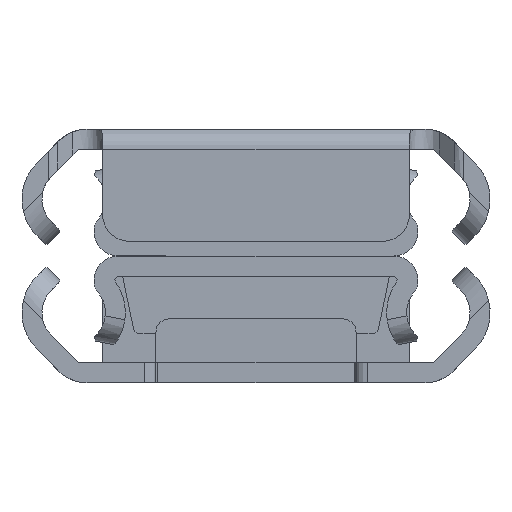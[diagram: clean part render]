
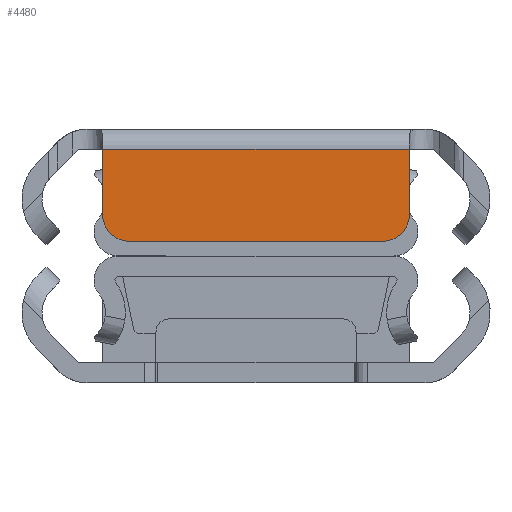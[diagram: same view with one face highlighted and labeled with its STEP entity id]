
A CAD part, left-side view. The second image highlights one B-rep face of the part: STEP entity #4480.
In plain terms, the highlighted face is planar.
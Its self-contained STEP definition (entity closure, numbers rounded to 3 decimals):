
#34 = PLANE ( 'NONE',  #4881 ) ;
#50 = AXIS2_PLACEMENT_3D ( 'NONE', #3043, #988, #2995 ) ;
#116 = EDGE_LOOP ( 'NONE', ( #2269, #4877, #491, #3327, #3191, #2030 ) ) ;
#141 = VERTEX_POINT ( 'NONE', #2445 ) ;
#491 = ORIENTED_EDGE ( 'NONE', *, *, #2422, .F. ) ;
#588 = DIRECTION ( 'NONE',  ( 0., -1., 0. ) ) ;
#609 = CARTESIAN_POINT ( 'NONE',  ( -2.5, 11.5, -508. ) ) ;
#616 = LINE ( 'NONE', #2210, #3728 ) ;
#722 = CARTESIAN_POINT ( 'NONE',  ( 1.5, 12.665, -508. ) ) ;
#846 = VERTEX_POINT ( 'NONE', #913 ) ;
#885 = CIRCLE ( 'NONE', #50, 2. ) ;
#913 = CARTESIAN_POINT ( 'NONE',  ( 6.9, 9.5, -508. ) ) ;
#971 = DIRECTION ( 'NONE',  ( 1., 0., 0. ) ) ;
#988 = DIRECTION ( 'NONE',  ( 0., 0., 1. ) ) ;
#1129 = FACE_OUTER_BOUND ( 'NONE', #116, .T. ) ;
#1271 = LINE ( 'NONE', #2868, #4533 ) ;
#1465 = AXIS2_PLACEMENT_3D ( 'NONE', #3245, #4011, #4849 ) ;
#1683 = LINE ( 'NONE', #2788, #3641 ) ;
#1823 = EDGE_CURVE ( 'NONE', #4438, #846, #1271, .T. ) ;
#1848 = CARTESIAN_POINT ( 'NONE',  ( 6.9, -9.5, -508. ) ) ;
#2030 = ORIENTED_EDGE ( 'NONE', *, *, #4253, .T. ) ;
#2205 = EDGE_CURVE ( 'NONE', #4106, #4438, #3545, .T. ) ;
#2210 = CARTESIAN_POINT ( 'NONE',  ( 0., 0., -508. ) ) ;
#2269 = ORIENTED_EDGE ( 'NONE', *, *, #4449, .F. ) ;
#2326 = VERTEX_POINT ( 'NONE', #2353 ) ;
#2353 = CARTESIAN_POINT ( 'NONE',  ( 0., -11.5, -508. ) ) ;
#2422 = EDGE_CURVE ( 'NONE', #846, #141, #885, .T. ) ;
#2445 = CARTESIAN_POINT ( 'NONE',  ( 4.9, 11.5, -508. ) ) ;
#2518 = DIRECTION ( 'NONE',  ( -1., 0., 0. ) ) ;
#2692 = CARTESIAN_POINT ( 'NONE',  ( 4.9, -11.5, -508. ) ) ;
#2757 = DIRECTION ( 'NONE',  ( 0., 0., 1. ) ) ;
#2772 = CARTESIAN_POINT ( 'NONE',  ( 0., 11.5, -508. ) ) ;
#2788 = CARTESIAN_POINT ( 'NONE',  ( -2.5, -11.5, -508. ) ) ;
#2868 = CARTESIAN_POINT ( 'NONE',  ( 6.9, 0., -508. ) ) ;
#2995 = DIRECTION ( 'NONE',  ( -1., 0., 0. ) ) ;
#3043 = CARTESIAN_POINT ( 'NONE',  ( 4.9, 9.5, -508. ) ) ;
#3191 = ORIENTED_EDGE ( 'NONE', *, *, #2205, .F. ) ;
#3236 = DIRECTION ( 'NONE',  ( 0., 1., 0. ) ) ;
#3245 = CARTESIAN_POINT ( 'NONE',  ( 4.9, -9.5, -508. ) ) ;
#3327 = ORIENTED_EDGE ( 'NONE', *, *, #1823, .F. ) ;
#3545 = CIRCLE ( 'NONE', #1465, 2. ) ;
#3606 = DIRECTION ( 'NONE',  ( 1., 0., 0. ) ) ;
#3641 = VECTOR ( 'NONE', #2518, 1000. ) ;
#3655 = VERTEX_POINT ( 'NONE', #2772 ) ;
#3728 = VECTOR ( 'NONE', #588, 1000. ) ;
#3817 = VECTOR ( 'NONE', #971, 1000. ) ;
#4011 = DIRECTION ( 'NONE',  ( 0., 0., 1. ) ) ;
#4106 = VERTEX_POINT ( 'NONE', #2692 ) ;
#4253 = EDGE_CURVE ( 'NONE', #4106, #2326, #1683, .T. ) ;
#4438 = VERTEX_POINT ( 'NONE', #1848 ) ;
#4449 = EDGE_CURVE ( 'NONE', #3655, #2326, #616, .T. ) ;
#4480 = ADVANCED_FACE ( 'NONE', ( #1129 ), #34, .F. ) ;
#4533 = VECTOR ( 'NONE', #3236, 1000. ) ;
#4806 = EDGE_CURVE ( 'NONE', #3655, #141, #4919, .T. ) ;
#4849 = DIRECTION ( 'NONE',  ( 1., 0., 0. ) ) ;
#4877 = ORIENTED_EDGE ( 'NONE', *, *, #4806, .T. ) ;
#4881 = AXIS2_PLACEMENT_3D ( 'NONE', #722, #2757, #3606 ) ;
#4919 = LINE ( 'NONE', #609, #3817 ) ;
